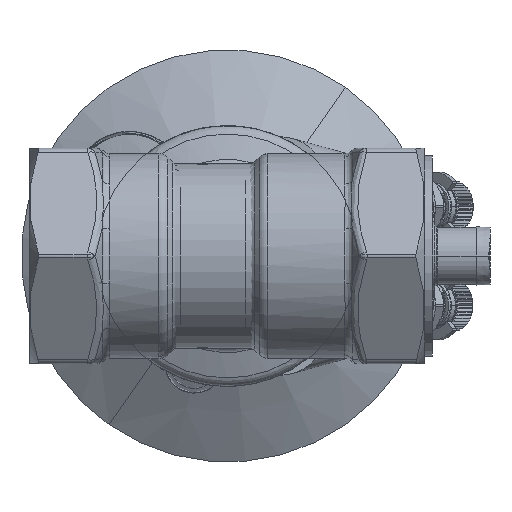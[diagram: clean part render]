
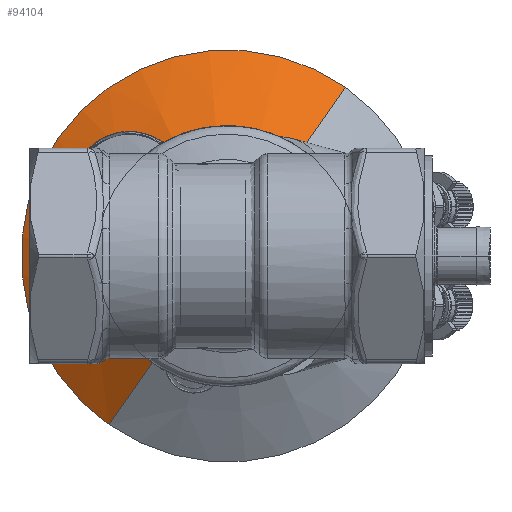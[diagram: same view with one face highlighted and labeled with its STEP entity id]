
A CAD part, front view. The second image highlights one B-rep face of the part: STEP entity #94104.
In plain terms, the highlighted conical face has half-angle 60 degrees and reference radius 33.606 mm.
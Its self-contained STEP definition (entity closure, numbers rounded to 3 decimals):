
#94053=DIRECTION('',(0.866,-0.5,0.));
#94054=VECTOR('',#94053,42.97);
#94055=CARTESIAN_POINT('',(-52.213,20.6,0.));
#94056=LINE('',#94055,#94054);
#94057=CARTESIAN_POINT('',(0.,-0.885,0.));
#94058=DIRECTION('',(0.,-1.,0.));
#94059=DIRECTION('',(-1.,0.,0.));
#94060=AXIS2_PLACEMENT_3D('',#94057,#94058,#94059);
#94062=DIRECTION('',(-0.866,-0.5,0.));
#94063=VECTOR('',#94062,42.97);
#94064=CARTESIAN_POINT('',(52.213,20.6,0.));
#94065=LINE('',#94064,#94063);
#94066=CARTESIAN_POINT('',(0.,20.6,0.));
#94067=DIRECTION('',(0.,1.,0.));
#94068=DIRECTION('',(1.,0.,0.));
#94069=AXIS2_PLACEMENT_3D('',#94066,#94067,#94068);
#94081=CARTESIAN_POINT('',(-52.213,20.6,0.));
#94082=CARTESIAN_POINT('',(-15.,-0.885,0.));
#94083=VERTEX_POINT('',#94081);
#94084=VERTEX_POINT('',#94082);
#94085=CARTESIAN_POINT('',(52.213,20.6,0.));
#94086=CARTESIAN_POINT('',(15.,-0.885,0.));
#94087=VERTEX_POINT('',#94085);
#94088=VERTEX_POINT('',#94086);
#94089=CARTESIAN_POINT('',(0.,9.858,0.));
#94090=DIRECTION('',(0.,1.,0.));
#94091=DIRECTION('',(1.,0.,0.));
#94092=AXIS2_PLACEMENT_3D('',#94089,#94090,#94091);
#94093=CONICAL_SURFACE('',#94092,33.606,60.);
#94095=ORIENTED_EDGE('',*,*,#94094,.T.);
#94097=ORIENTED_EDGE('',*,*,#94096,.T.);
#94099=ORIENTED_EDGE('',*,*,#94098,.F.);
#94101=ORIENTED_EDGE('',*,*,#94100,.T.);
#94102=EDGE_LOOP('',(#94095,#94097,#94099,#94101));
#94103=FACE_OUTER_BOUND('',#94102,.F.);
#94104=ADVANCED_FACE('',(#94103),#94093,.T.);
#94061=CIRCLE('',#94060,15.);
#94070=CIRCLE('',#94069,52.213);
#94094=EDGE_CURVE('',#94083,#94084,#94056,.T.);
#94096=EDGE_CURVE('',#94084,#94088,#94061,.T.);
#94098=EDGE_CURVE('',#94087,#94088,#94065,.T.);
#94100=EDGE_CURVE('',#94087,#94083,#94070,.T.);
